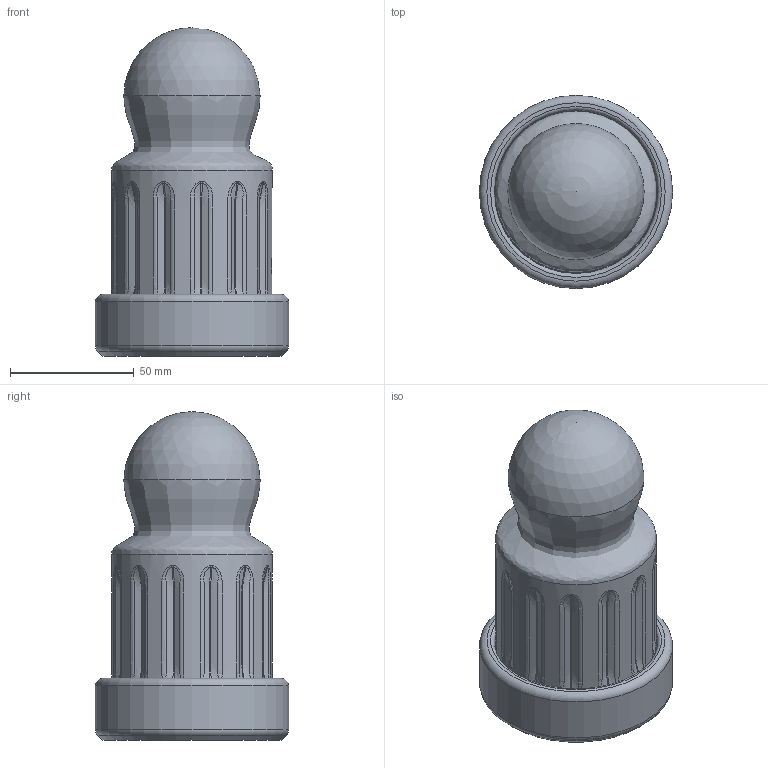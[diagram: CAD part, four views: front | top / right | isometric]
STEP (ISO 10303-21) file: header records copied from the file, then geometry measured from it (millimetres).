
FILE_DESCRIPTION(/* description */ (''),/* implementation_level */ '2;1');
FILE_NAME(/* name */ 'potmaker v5.step',/* time_stamp */ '2022-03-20T09:25:00-04:00',/* author */ (''),/* organization */ (''),/* preprocessor_version */ 'ST-DEVELOPER v18.1',/* originating_system */ 'Autodesk Translation Framework v10.13.0.1454',/* authorisation */ '');
FILE_SCHEMA (('AUTOMOTIVE_DESIGN { 1 0 10303 214 3 1 1 }'));
Length unit declared in the file: millimetre
Products named in the file (3): potmaker; pestle; base
Assembly tree (2 placements, depth 2):
  potmaker
    pestle
    base
Bounding box: 78 x 78 x 132.7 mm (x, y, z)
Volume: 385471.6 mm3; surface area: 45846.1 mm2
Topology: 2 solids, 2 shells, 148 faces, 450 edges, 323 vertices
Faces by surface type: bspline 105, plane 21, cone 15, cylinder 3, torus 3, sphere 1
Full cylindrical faces by diameter (mm): 65 x1, 66 x1, 78 x1
Entity records: 12034 total; most frequent: CARTESIAN_POINT 8701, ORIENTED_EDGE 898, EDGE_CURVE 449, VERTEX_POINT 323, DIRECTION 300, B_SPLINE_CURVE_WITH_KNOTS 285, EDGE_LOOP 166, FACE_OUTER_BOUND 148
